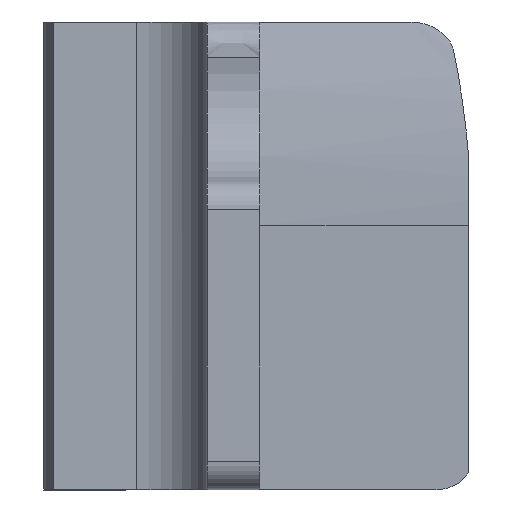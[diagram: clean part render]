
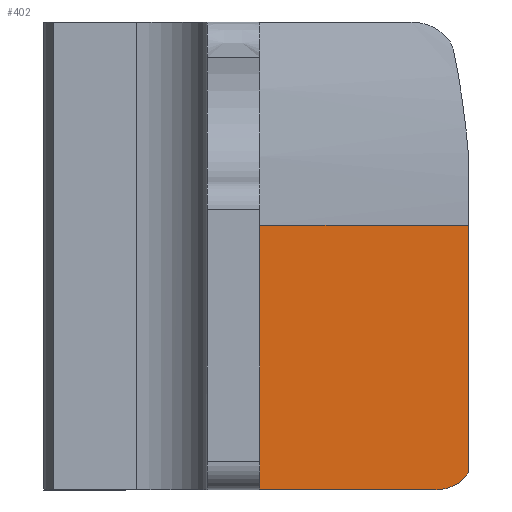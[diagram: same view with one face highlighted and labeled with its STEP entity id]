
A CAD part, top view. The second image highlights one B-rep face of the part: STEP entity #402.
In plain terms, the highlighted planar face has unit normal (0, 0, 1).
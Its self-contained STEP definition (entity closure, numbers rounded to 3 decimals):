
#19=ELLIPSE('',#456,2.561,2.);
#31=PLANE('',#457);
#49=FACE_OUTER_BOUND('',#74,.T.);
#74=EDGE_LOOP('',(#346,#347,#348,#349,#350));
#94=LINE('',#631,#125);
#109=LINE('',#714,#140);
#111=LINE('',#735,#142);
#113=LINE('',#748,#144);
#125=VECTOR('',#495,10.);
#140=VECTOR('',#534,10.);
#142=VECTOR('',#546,10.);
#144=VECTOR('',#562,10.);
#180=VERTEX_POINT('',#628);
#181=VERTEX_POINT('',#630);
#195=VERTEX_POINT('',#713);
#199=VERTEX_POINT('',#734);
#203=VERTEX_POINT('',#744);
#221=EDGE_CURVE('',#180,#181,#94,.F.);
#244=EDGE_CURVE('',#195,#181,#109,.F.);
#250=EDGE_CURVE('',#199,#195,#111,.T.);
#256=EDGE_CURVE('',#203,#180,#19,.T.);
#257=EDGE_CURVE('',#199,#203,#113,.F.);
#346=ORIENTED_EDGE('',*,*,#256,.F.);
#347=ORIENTED_EDGE('',*,*,#257,.F.);
#348=ORIENTED_EDGE('',*,*,#250,.T.);
#349=ORIENTED_EDGE('',*,*,#244,.T.);
#350=ORIENTED_EDGE('',*,*,#221,.F.);
#402=ADVANCED_FACE('',(#49),#31,.T.);
#456=AXIS2_PLACEMENT_3D('',#746,#558,#559);
#457=AXIS2_PLACEMENT_3D('',#747,#560,#561);
#495=DIRECTION('',(1.,0.,0.));
#534=DIRECTION('',(0.,1.,0.));
#546=DIRECTION('',(-1.,0.,0.));
#558=DIRECTION('center_axis',(0.,0.,
-1.));
#559=DIRECTION('ref_axis',(1.,0.,0.));
#560=DIRECTION('center_axis',(0.,0.,
1.));
#561=DIRECTION('ref_axis',(1.,0.,0.));
#562=DIRECTION('',(0.,1.,0.));
#628=CARTESIAN_POINT('',(392.649,164.,64.579));
#630=CARTESIAN_POINT('',(380.3,164.,64.579));
#631=CARTESIAN_POINT('',(393.432,164.,64.579));
#713=CARTESIAN_POINT('',(380.3,182.686,64.579));
#714=CARTESIAN_POINT('',(380.3,157.506,64.579));
#734=CARTESIAN_POINT('',(395.,182.686,64.579));
#735=CARTESIAN_POINT('',(409.057,182.686,64.579));
#744=CARTESIAN_POINT('',(395.,165.206,64.579));
#746=CARTESIAN_POINT('Origin',(392.649,166.,64.579));
#747=CARTESIAN_POINT('Origin',(408.839,141.013,64.579));
#748=CARTESIAN_POINT('',(395.,158.51,64.579));
